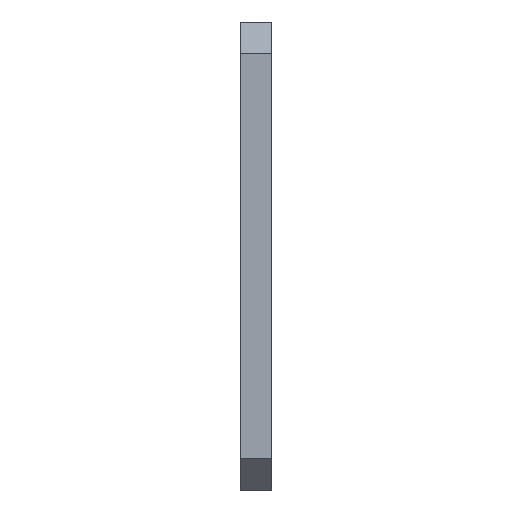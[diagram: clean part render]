
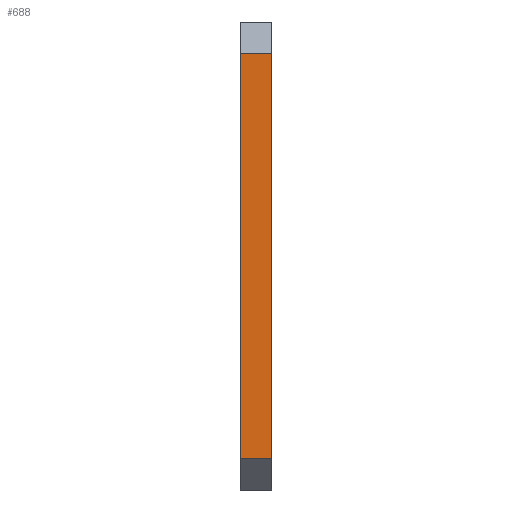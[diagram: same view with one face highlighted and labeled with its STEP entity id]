
A CAD part, left-side view. The second image highlights one B-rep face of the part: STEP entity #688.
In plain terms, the highlighted planar face has unit normal (-1, 0, 0).
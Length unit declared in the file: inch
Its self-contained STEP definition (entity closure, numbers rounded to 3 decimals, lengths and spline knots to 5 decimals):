
#10 = DIRECTION ( 'NONE',  ( 0., 0., 1. ) ) ;
#13 = LINE ( 'NONE', #114, #311 ) ;
#15 = ORIENTED_EDGE ( 'NONE', *, *, #524, .F. ) ;
#42 = VERTEX_POINT ( 'NONE', #67 ) ;
#67 = CARTESIAN_POINT ( 'NONE',  ( 0., 0.125, -0.125 ) ) ;
#68 = EDGE_CURVE ( 'NONE', #154, #42, #13, .T. ) ;
#80 = CARTESIAN_POINT ( 'NONE',  ( 0., 0., -0.125 ) ) ;
#89 = FACE_OUTER_BOUND ( 'NONE', #344, .T. ) ;
#109 = CARTESIAN_POINT ( 'NONE',  ( 0., 0., -1.75 ) ) ;
#114 = CARTESIAN_POINT ( 'NONE',  ( 0., 0.125, -0.125 ) ) ;
#154 = VERTEX_POINT ( 'NONE', #80 ) ;
#183 = AXIS2_PLACEMENT_3D ( 'NONE', #608, #732, #212 ) ;
#209 = CARTESIAN_POINT ( 'NONE',  ( 0., 0.125, -1.75 ) ) ;
#212 = DIRECTION ( 'NONE',  ( 0., 0., -1. ) ) ;
#247 = VECTOR ( 'NONE', #268, 39.37008 ) ;
#259 = LINE ( 'NONE', #719, #247 ) ;
#268 = DIRECTION ( 'NONE',  ( 0., 0., 1. ) ) ;
#311 = VECTOR ( 'NONE', #585, 39.37008 ) ;
#332 = DIRECTION ( 'NONE',  ( 0., -1., 0. ) ) ;
#334 = ORIENTED_EDGE ( 'NONE', *, *, #404, .T. ) ;
#335 = EDGE_CURVE ( 'NONE', #475, #154, #259, .T. ) ;
#344 = EDGE_LOOP ( 'NONE', ( #618, #649, #15, #334 ) ) ;
#377 = VECTOR ( 'NONE', #10, 39.37008 ) ;
#380 = PLANE ( 'NONE',  #183 ) ;
#404 = EDGE_CURVE ( 'NONE', #562, #475, #561, .T. ) ;
#475 = VERTEX_POINT ( 'NONE', #109 ) ;
#524 = EDGE_CURVE ( 'NONE', #562, #42, #570, .T. ) ;
#561 = LINE ( 'NONE', #209, #635 ) ;
#562 = VERTEX_POINT ( 'NONE', #613 ) ;
#570 = LINE ( 'NONE', #689, #377 ) ;
#585 = DIRECTION ( 'NONE',  ( 0., 1., 0. ) ) ;
#608 = CARTESIAN_POINT ( 'NONE',  ( 0., 0.125, 0. ) ) ;
#613 = CARTESIAN_POINT ( 'NONE',  ( 0., 0.125, -1.75 ) ) ;
#618 = ORIENTED_EDGE ( 'NONE', *, *, #335, .T. ) ;
#635 = VECTOR ( 'NONE', #332, 39.37008 ) ;
#649 = ORIENTED_EDGE ( 'NONE', *, *, #68, .T. ) ;
#688 = ADVANCED_FACE ( 'NONE', ( #89 ), #380, .F. ) ;
#689 = CARTESIAN_POINT ( 'NONE',  ( 0., 0.125, 0. ) ) ;
#719 = CARTESIAN_POINT ( 'NONE',  ( 0., 0., 0. ) ) ;
#732 = DIRECTION ( 'NONE',  ( 1., 0., 0. ) ) ;
